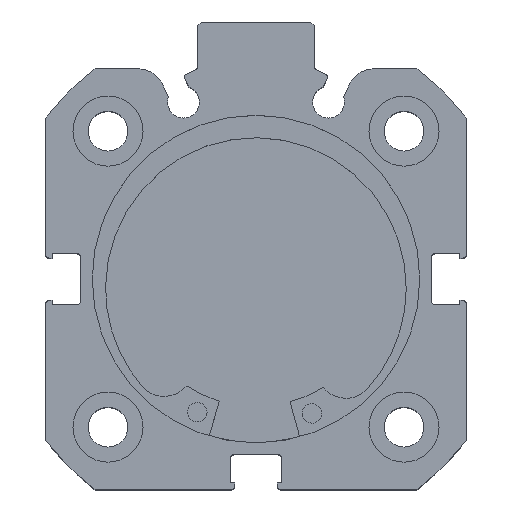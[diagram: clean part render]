
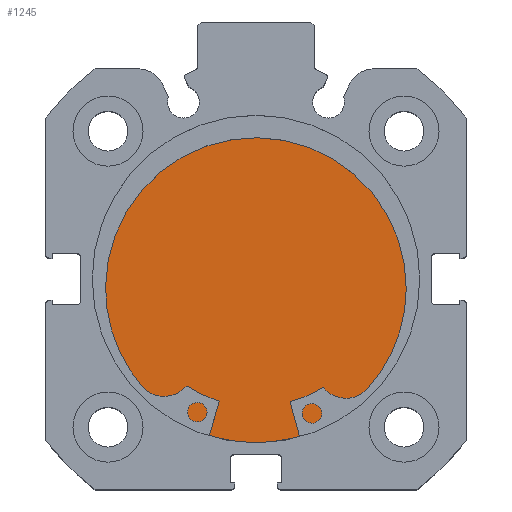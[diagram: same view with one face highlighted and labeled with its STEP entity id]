
A CAD part, top view. The second image highlights one B-rep face of the part: STEP entity #1245.
In plain terms, the highlighted face is planar.
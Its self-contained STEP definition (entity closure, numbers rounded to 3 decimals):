
#190 = EDGE_LOOP ( 'NONE', ( #1894, #1896 ) ) ;
#715 = FACE_OUTER_BOUND ( 'NONE', #190, .T. ) ;
#1051 = CIRCLE ( 'NONE', #5685, 21. ) ;
#1245 = ADVANCED_FACE ( 'NONE', ( #715 ), #3432, .F. ) ;
#1479 = CIRCLE ( 'NONE', #5740, 21. ) ;
#1894 = ORIENTED_EDGE ( 'NONE', *, *, #6041, .F. ) ;
#1896 = ORIENTED_EDGE ( 'NONE', *, *, #6305, .F. ) ;
#2702 = VERTEX_POINT ( 'NONE', #3221 ) ;
#2724 = VERTEX_POINT ( 'NONE', #3516 ) ;
#3221 = CARTESIAN_POINT ( 'NONE',  ( 8.5, 0., -21. ) ) ;
#3262 = DIRECTION ( 'NONE',  ( -1., 0., 0. ) ) ;
#3373 = DIRECTION ( 'NONE',  ( 0., 0., 1. ) ) ;
#3432 = PLANE ( 'NONE',  #5445 ) ;
#3516 = CARTESIAN_POINT ( 'NONE',  ( 8.5, 0., 21. ) ) ;
#3555 = CARTESIAN_POINT ( 'NONE',  ( 8.5, 21., 0. ) ) ;
#3613 = CARTESIAN_POINT ( 'NONE',  ( 8.5, 0., 0. ) ) ;
#3701 = DIRECTION ( 'NONE',  ( -1., 0., 0. ) ) ;
#3712 = DIRECTION ( 'NONE',  ( 0., 0., 1. ) ) ;
#3892 = CARTESIAN_POINT ( 'NONE',  ( 8.5, 0., 0. ) ) ;
#3893 = DIRECTION ( 'NONE',  ( -1., 0., 0. ) ) ;
#3894 = DIRECTION ( 'NONE',  ( 0., 0., 1. ) ) ;
#5445 = AXIS2_PLACEMENT_3D ( 'NONE', #3555, #3262, #3373 ) ;
#5685 = AXIS2_PLACEMENT_3D ( 'NONE', #3613, #3701, #3712 ) ;
#5740 = AXIS2_PLACEMENT_3D ( 'NONE', #3892, #3893, #3894 ) ;
#6041 = EDGE_CURVE ( 'NONE', #2724, #2702, #1051, .T. ) ;
#6305 = EDGE_CURVE ( 'NONE', #2702, #2724, #1479, .T. ) ;
